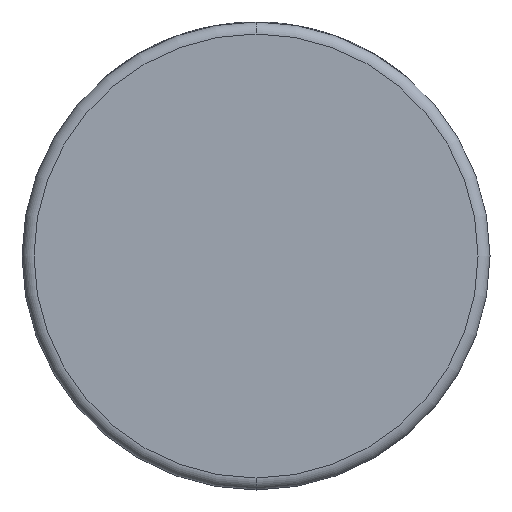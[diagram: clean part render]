
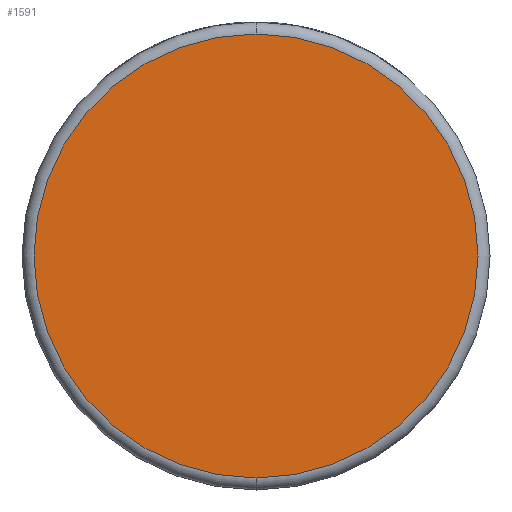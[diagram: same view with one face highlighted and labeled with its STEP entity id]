
A CAD part, front view. The second image highlights one B-rep face of the part: STEP entity #1591.
In plain terms, the highlighted planar face has unit normal (0, -1, 0).
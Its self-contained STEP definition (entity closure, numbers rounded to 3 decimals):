
#64 = EDGE_CURVE ( 'NONE', #917, #3257, #855, .T. ) ;
#280 = AXIS2_PLACEMENT_3D ( 'NONE', #506, #3609, #905 ) ;
#432 = CARTESIAN_POINT ( 'NONE',  ( 0., 0., 0. ) ) ;
#506 = CARTESIAN_POINT ( 'NONE',  ( 0., 0., 0. ) ) ;
#660 = CARTESIAN_POINT ( 'NONE',  ( 0., 0., 37. ) ) ;
#670 = DIRECTION ( 'NONE',  ( 0., 0., 1. ) ) ;
#831 = ORIENTED_EDGE ( 'NONE', *, *, #64, .T. ) ;
#855 = CIRCLE ( 'NONE', #1533, 37. ) ;
#905 = DIRECTION ( 'NONE',  ( 0., 0., 1. ) ) ;
#917 = VERTEX_POINT ( 'NONE', #660 ) ;
#989 = CARTESIAN_POINT ( 'NONE',  ( 0., 0., -37. ) ) ;
#991 = AXIS2_PLACEMENT_3D ( 'NONE', #1039, #1056, #670 ) ;
#1039 = CARTESIAN_POINT ( 'NONE',  ( 0., 0., 0. ) ) ;
#1056 = DIRECTION ( 'NONE',  ( 0., 1., 0. ) ) ;
#1399 = PLANE ( 'NONE',  #991 ) ;
#1509 = FACE_OUTER_BOUND ( 'NONE', #2299, .T. ) ;
#1533 = AXIS2_PLACEMENT_3D ( 'NONE', #432, #3176, #2468 ) ;
#1591 = ADVANCED_FACE ( 'NONE', ( #1509 ), #1399, .F. ) ;
#1715 = ORIENTED_EDGE ( 'NONE', *, *, #1834, .T. ) ;
#1834 = EDGE_CURVE ( 'NONE', #3257, #917, #3598, .T. ) ;
#2299 = EDGE_LOOP ( 'NONE', ( #831, #1715 ) ) ;
#2468 = DIRECTION ( 'NONE',  ( 0., 0., 1. ) ) ;
#3176 = DIRECTION ( 'NONE',  ( 0., -1., 0. ) ) ;
#3257 = VERTEX_POINT ( 'NONE', #989 ) ;
#3598 = CIRCLE ( 'NONE', #280, 37. ) ;
#3609 = DIRECTION ( 'NONE',  ( 0., -1., 0. ) ) ;
